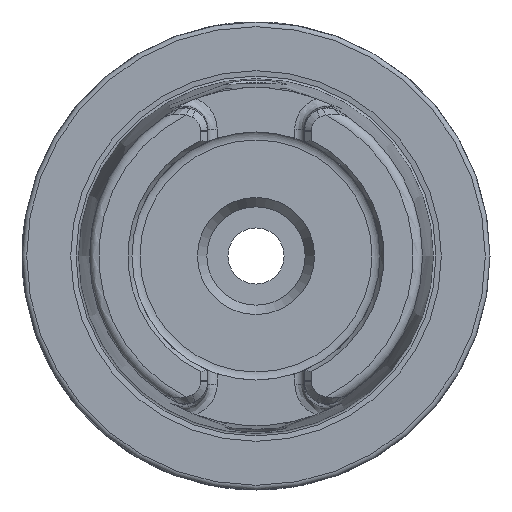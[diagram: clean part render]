
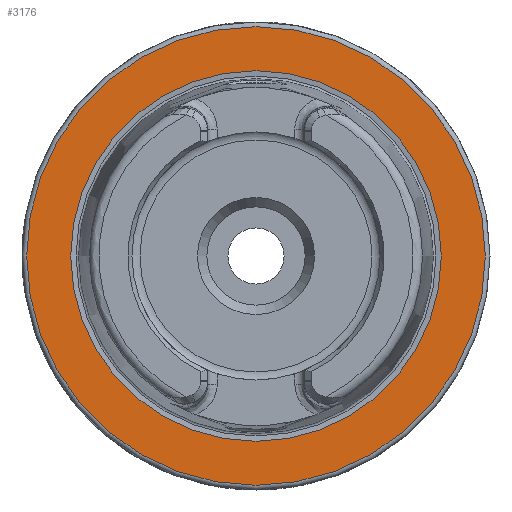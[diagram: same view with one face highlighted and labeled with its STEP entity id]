
A CAD part, left-side view. The second image highlights one B-rep face of the part: STEP entity #3176.
In plain terms, the highlighted planar face has unit normal (-1, 0, 0).
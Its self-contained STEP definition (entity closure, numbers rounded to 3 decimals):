
#116=FACE_BOUND('',#696,.T.);
#171=PLANE('',#3471);
#341=CIRCLE('',#3469,39.587);
#342=CIRCLE('',#3470,39.587);
#343=CIRCLE('',#3472,49.);
#344=CIRCLE('',#3473,49.);
#513=FACE_OUTER_BOUND('',#695,.T.);
#695=EDGE_LOOP('',(#2952,#2953));
#696=EDGE_LOOP('',(#2954,#2955));
#1503=VERTEX_POINT('',#8754);
#1504=VERTEX_POINT('',#8756);
#1505=VERTEX_POINT('',#8760);
#1506=VERTEX_POINT('',#8761);
#1990=EDGE_CURVE('',#1504,#1503,#341,.T.);
#1991=EDGE_CURVE('',#1503,#1504,#342,.T.);
#1992=EDGE_CURVE('',#1505,#1506,#343,.T.);
#1993=EDGE_CURVE('',#1506,#1505,#344,.T.);
#2952=ORIENTED_EDGE('',*,*,#1992,.F.);
#2953=ORIENTED_EDGE('',*,*,#1993,.F.);
#2954=ORIENTED_EDGE('',*,*,#1990,.T.);
#2955=ORIENTED_EDGE('',*,*,#1991,.T.);
#3176=ADVANCED_FACE('',(#513,#116),#171,.T.);
#3469=AXIS2_PLACEMENT_3D('',#8757,#4186,#4187);
#3470=AXIS2_PLACEMENT_3D('',#8758,#4188,#4189);
#3471=AXIS2_PLACEMENT_3D('',#8759,#4190,#4191);
#3472=AXIS2_PLACEMENT_3D('',#8762,#4192,#4193);
#3473=AXIS2_PLACEMENT_3D('',#8763,#4194,#4195);
#4186=DIRECTION('center_axis',(1.,0.,0.));
#4187=DIRECTION('ref_axis',(0.,0.,-1.));
#4188=DIRECTION('center_axis',(1.,0.,0.));
#4189=DIRECTION('ref_axis',(0.,0.,-1.));
#4190=DIRECTION('center_axis',(-1.,0.,0.));
#4191=DIRECTION('ref_axis',(0.,0.,1.));
#4192=DIRECTION('center_axis',(1.,0.,0.));
#4193=DIRECTION('ref_axis',(0.,0.,-1.));
#4194=DIRECTION('center_axis',(1.,0.,0.));
#4195=DIRECTION('ref_axis',(0.,0.,-1.));
#8754=CARTESIAN_POINT('',(0.,-39.587,0.));
#8756=CARTESIAN_POINT('',(0.,39.587,0.));
#8757=CARTESIAN_POINT('Origin',(0.,0.,0.));
#8758=CARTESIAN_POINT('Origin',(0.,0.,0.));
#8759=CARTESIAN_POINT('Origin',(0.,49.,
0.));
#8760=CARTESIAN_POINT('',(0.,49.,0.));
#8761=CARTESIAN_POINT('',(0.,0.,49.));
#8762=CARTESIAN_POINT('Origin',(0.,0.,0.));
#8763=CARTESIAN_POINT('Origin',(0.,0.,0.));
